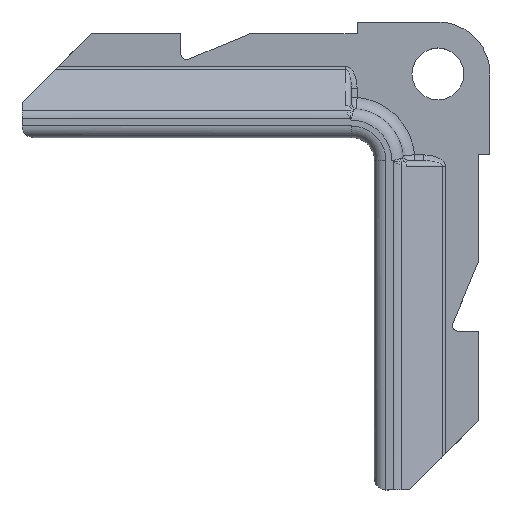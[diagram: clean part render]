
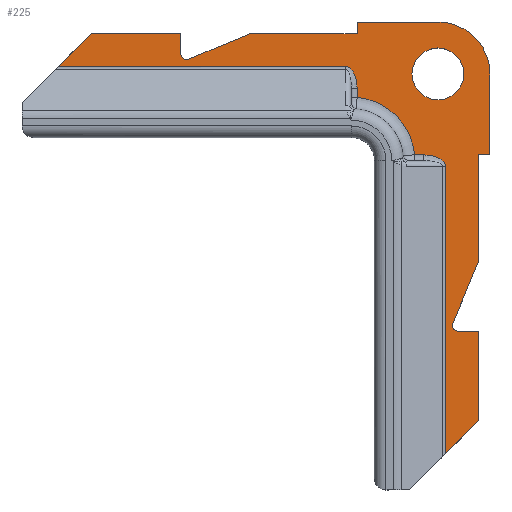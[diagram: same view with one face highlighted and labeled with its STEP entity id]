
A CAD part, top view. The second image highlights one B-rep face of the part: STEP entity #225.
In plain terms, the highlighted planar face has unit normal (0, 0, 1).
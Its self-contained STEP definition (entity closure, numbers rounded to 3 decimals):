
#173=FACE_BOUND('',#449,.T.);
#174=FACE_BOUND('',#450,.T.);
#179=ELLIPSE('',#1712,3.774,2.);
#180=ELLIPSE('',#1714,3.774,2.);
#225=ADVANCED_FACE('',(#173,#174),#318,.T.);
#318=PLANE('',#1717);
#449=EDGE_LOOP('',(#623,#624,#625,#626,#627,#628,#629,#630,#631,#632,#633,
#634,#635,#636,#637,#638,#639,#640,#641,#642,#643,#644,#645,#646));
#450=EDGE_LOOP('',(#647));
#549=CIRCLE('',#1710,9.);
#550=CIRCLE('',#1711,1.);
#551=CIRCLE('',#1713,11.);
#552=CIRCLE('',#1715,1.);
#553=CIRCLE('',#1716,4.5);
#623=ORIENTED_EDGE('',*,*,#1245,.F.);
#624=ORIENTED_EDGE('',*,*,#1246,.T.);
#625=ORIENTED_EDGE('',*,*,#1247,.T.);
#626=ORIENTED_EDGE('',*,*,#1248,.F.);
#627=ORIENTED_EDGE('',*,*,#1249,.F.);
#628=ORIENTED_EDGE('',*,*,#1250,.F.);
#629=ORIENTED_EDGE('',*,*,#1251,.F.);
#630=ORIENTED_EDGE('',*,*,#1252,.F.);
#631=ORIENTED_EDGE('',*,*,#1253,.F.);
#632=ORIENTED_EDGE('',*,*,#1254,.F.);
#633=ORIENTED_EDGE('',*,*,#1255,.F.);
#634=ORIENTED_EDGE('',*,*,#1256,.F.);
#635=ORIENTED_EDGE('',*,*,#1257,.T.);
#636=ORIENTED_EDGE('',*,*,#1258,.T.);
#637=ORIENTED_EDGE('',*,*,#1259,.T.);
#638=ORIENTED_EDGE('',*,*,#1260,.T.);
#639=ORIENTED_EDGE('',*,*,#1261,.T.);
#640=ORIENTED_EDGE('',*,*,#1262,.T.);
#641=ORIENTED_EDGE('',*,*,#1263,.T.);
#642=ORIENTED_EDGE('',*,*,#1264,.T.);
#643=ORIENTED_EDGE('',*,*,#1265,.T.);
#644=ORIENTED_EDGE('',*,*,#1266,.T.);
#645=ORIENTED_EDGE('',*,*,#1267,.F.);
#646=ORIENTED_EDGE('',*,*,#1268,.F.);
#647=ORIENTED_EDGE('',*,*,#1269,.T.);
#1099=VERTEX_POINT('',#2295);
#1100=VERTEX_POINT('',#2296);
#1101=VERTEX_POINT('',#2298);
#1102=VERTEX_POINT('',#2300);
#1103=VERTEX_POINT('',#2302);
#1104=VERTEX_POINT('',#2304);
#1105=VERTEX_POINT('',#2306);
#1106=VERTEX_POINT('',#2308);
#1107=VERTEX_POINT('',#2310);
#1108=VERTEX_POINT('',#2312);
#1109=VERTEX_POINT('',#2314);
#1110=VERTEX_POINT('',#2316);
#1111=VERTEX_POINT('',#2318);
#1112=VERTEX_POINT('',#2320);
#1113=VERTEX_POINT('',#2322);
#1114=VERTEX_POINT('',#2324);
#1115=VERTEX_POINT('',#2326);
#1116=VERTEX_POINT('',#2328);
#1117=VERTEX_POINT('',#2330);
#1118=VERTEX_POINT('',#2332);
#1119=VERTEX_POINT('',#2334);
#1120=VERTEX_POINT('',#2336);
#1121=VERTEX_POINT('',#2338);
#1122=VERTEX_POINT('',#2340);
#1123=VERTEX_POINT('',#2343);
#1245=EDGE_CURVE('',#1099,#1100,#549,.T.);
#1246=EDGE_CURVE('',#1099,#1101,#1477,.T.);
#1247=EDGE_CURVE('',#1101,#1102,#1478,.T.);
#1248=EDGE_CURVE('',#1103,#1102,#1479,.T.);
#1249=EDGE_CURVE('',#1104,#1103,#1480,.T.);
#1250=EDGE_CURVE('',#1105,#1104,#550,.T.);
#1251=EDGE_CURVE('',#1106,#1105,#1481,.T.);
#1252=EDGE_CURVE('',#1107,#1106,#1482,.T.);
#1253=EDGE_CURVE('',#1108,#1107,#1483,.T.);
#1254=EDGE_CURVE('',#1109,#1108,#1484,.T.);
#1255=EDGE_CURVE('',#1110,#1109,#179,.T.);
#1256=EDGE_CURVE('',#1111,#1110,#1485,.T.);
#1257=EDGE_CURVE('',#1111,#1112,#551,.T.);
#1258=EDGE_CURVE('',#1112,#1113,#1486,.T.);
#1259=EDGE_CURVE('',#1113,#1114,#180,.T.);
#1260=EDGE_CURVE('',#1114,#1115,#1487,.T.);
#1261=EDGE_CURVE('',#1115,#1116,#1488,.T.);
#1262=EDGE_CURVE('',#1116,#1117,#1489,.T.);
#1263=EDGE_CURVE('',#1117,#1118,#1490,.T.);
#1264=EDGE_CURVE('',#1118,#1119,#552,.T.);
#1265=EDGE_CURVE('',#1119,#1120,#1491,.T.);
#1266=EDGE_CURVE('',#1120,#1121,#1492,.T.);
#1267=EDGE_CURVE('',#1122,#1121,#1493,.T.);
#1268=EDGE_CURVE('',#1100,#1122,#1494,.T.);
#1269=EDGE_CURVE('',#1123,#1123,#553,.T.);
#1477=LINE('',#2297,#1595);
#1478=LINE('',#2299,#1596);
#1479=LINE('',#2301,#1597);
#1480=LINE('',#2303,#1598);
#1481=LINE('',#2307,#1599);
#1482=LINE('',#2309,#1600);
#1483=LINE('',#2311,#1601);
#1484=LINE('',#2313,#1602);
#1485=LINE('',#2317,#1603);
#1486=LINE('',#2321,#1604);
#1487=LINE('',#2325,#1605);
#1488=LINE('',#2327,#1606);
#1489=LINE('',#2329,#1607);
#1490=LINE('',#2331,#1608);
#1491=LINE('',#2335,#1609);
#1492=LINE('',#2337,#1610);
#1493=LINE('',#2339,#1611);
#1494=LINE('',#2341,#1612);
#1595=VECTOR('',#1881,1.);
#1596=VECTOR('',#1882,1.);
#1597=VECTOR('',#1883,1.);
#1598=VECTOR('',#1884,1.);
#1599=VECTOR('',#1887,1.);
#1600=VECTOR('',#1888,1.);
#1601=VECTOR('',#1889,1.);
#1602=VECTOR('',#1890,1.);
#1603=VECTOR('',#1893,1.);
#1604=VECTOR('',#1896,1.);
#1605=VECTOR('',#1899,1.);
#1606=VECTOR('',#1900,1.);
#1607=VECTOR('',#1901,1.);
#1608=VECTOR('',#1902,1.);
#1609=VECTOR('',#1905,1.);
#1610=VECTOR('',#1906,1.);
#1611=VECTOR('',#1907,1.);
#1612=VECTOR('',#1908,1.);
#1710=AXIS2_PLACEMENT_3D('',#2294,#1879,#1880);
#1711=AXIS2_PLACEMENT_3D('',#2305,#1885,#1886);
#1712=AXIS2_PLACEMENT_3D('',#2315,#1891,#1892);
#1713=AXIS2_PLACEMENT_3D('',#2319,#1894,#1895);
#1714=AXIS2_PLACEMENT_3D('',#2323,#1897,#1898);
#1715=AXIS2_PLACEMENT_3D('',#2333,#1903,#1904);
#1716=AXIS2_PLACEMENT_3D('',#2342,#1909,#1910);
#1717=AXIS2_PLACEMENT_3D('',#2344,#1911,#1912);
#1879=DIRECTION('',(0.,0.,-1.));
#1880=DIRECTION('',(1.,0.,0.));
#1881=DIRECTION('',(-1.,0.,0.));
#1882=DIRECTION('',(0.,-1.,0.));
#1883=DIRECTION('',(1.,0.,0.));
#1884=DIRECTION('',(0.923,0.385,0.));
#1885=DIRECTION('',(0.,0.,1.));
#1886=DIRECTION('',(0.,1.,0.));
#1887=DIRECTION('',(0.,-1.,0.));
#1888=DIRECTION('',(1.,0.,0.));
#1889=DIRECTION('',(0.707,0.707,0.));
#1890=DIRECTION('',(-1.,0.,0.));
#1891=DIRECTION('',(0.,0.,1.));
#1892=DIRECTION('',(0.,-1.,0.));
#1893=DIRECTION('',(0.,1.,0.));
#1894=DIRECTION('',(0.,0.,-1.));
#1895=DIRECTION('',(1.,0.,0.));
#1896=DIRECTION('',(1.,0.,0.));
#1897=DIRECTION('',(0.,0.,-1.));
#1898=DIRECTION('',(-1.,0.,0.));
#1899=DIRECTION('',(0.,-1.,0.));
#1900=DIRECTION('',(0.707,0.707,0.));
#1901=DIRECTION('',(0.,1.,0.));
#1902=DIRECTION('',(-1.,0.,0.));
#1903=DIRECTION('',(0.,0.,-1.));
#1904=DIRECTION('',(1.,0.,0.));
#1905=DIRECTION('',(0.385,0.923,0.));
#1906=DIRECTION('',(0.,1.,0.));
#1907=DIRECTION('',(-1.,0.,0.));
#1908=DIRECTION('',(0.,-1.,0.));
#1909=DIRECTION('',(0.,0.,-1.));
#1910=DIRECTION('',(-1.,0.,0.));
#1911=DIRECTION('',(0.,0.,1.));
#1912=DIRECTION('',(1.,0.,0.));
#2294=CARTESIAN_POINT('',(11.,11.,2.5));
#2295=CARTESIAN_POINT('',(11.,20.,2.5));
#2296=CARTESIAN_POINT('',(20.,11.,2.5));
#2297=CARTESIAN_POINT('',(11.,20.,2.5));
#2298=CARTESIAN_POINT('',(-3.,20.,2.5));
#2299=CARTESIAN_POINT('',(-3.,20.,2.5));
#2300=CARTESIAN_POINT('',(-3.,18.,2.5));
#2301=CARTESIAN_POINT('',(-61.,18.,2.5));
#2302=CARTESIAN_POINT('',(-21.5,18.,2.5));
#2303=CARTESIAN_POINT('',(-14.399,20.959,2.5));
#2304=CARTESIAN_POINT('',(-32.115,13.577,2.5));
#2305=CARTESIAN_POINT('',(-32.5,14.5,2.5));
#2306=CARTESIAN_POINT('',(-33.5,14.5,2.5));
#2307=CARTESIAN_POINT('',(-33.5,-4.,2.5));
#2308=CARTESIAN_POINT('',(-33.5,18.,2.5));
#2309=CARTESIAN_POINT('',(-61.,18.,2.5));
#2310=CARTESIAN_POINT('',(-49.,18.,2.5));
#2311=CARTESIAN_POINT('',(-37.5,29.5,2.5));
#2312=CARTESIAN_POINT('',(-54.713,12.287,2.5));
#2313=CARTESIAN_POINT('',(-61.,12.287,2.5));
#2314=CARTESIAN_POINT('',(-5.,12.287,2.5));
#2315=CARTESIAN_POINT('',(-5.,8.513,2.5));
#2316=CARTESIAN_POINT('',(-3.,8.513,2.5));
#2317=CARTESIAN_POINT('',(-3.,-4.,2.5));
#2318=CARTESIAN_POINT('',(-3.,6.954,2.5));
#2319=CARTESIAN_POINT('',(-4.,-4.,2.5));
#2320=CARTESIAN_POINT('',(6.954,-3.,2.5));
#2321=CARTESIAN_POINT('',(-4.,-3.,2.5));
#2322=CARTESIAN_POINT('',(8.513,-3.,2.5));
#2323=CARTESIAN_POINT('',(8.513,-5.,2.5));
#2324=CARTESIAN_POINT('',(12.287,-5.,2.5));
#2325=CARTESIAN_POINT('',(12.287,-61.,2.5));
#2326=CARTESIAN_POINT('',(12.287,-54.713,2.5));
#2327=CARTESIAN_POINT('',(29.5,-37.5,2.5));
#2328=CARTESIAN_POINT('',(18.,-49.,2.5));
#2329=CARTESIAN_POINT('',(18.,-61.,2.5));
#2330=CARTESIAN_POINT('',(18.,-33.5,2.5));
#2331=CARTESIAN_POINT('',(-4.,-33.5,2.5));
#2332=CARTESIAN_POINT('',(14.5,-33.5,2.5));
#2333=CARTESIAN_POINT('',(14.5,-32.5,2.5));
#2334=CARTESIAN_POINT('',(13.577,-32.115,2.5));
#2335=CARTESIAN_POINT('',(20.959,-14.399,2.5));
#2336=CARTESIAN_POINT('',(18.,-21.5,2.5));
#2337=CARTESIAN_POINT('',(18.,-61.,2.5));
#2338=CARTESIAN_POINT('',(18.,-3.,2.5));
#2339=CARTESIAN_POINT('',(20.,-3.,2.5));
#2340=CARTESIAN_POINT('',(20.,-3.,2.5));
#2341=CARTESIAN_POINT('',(20.,11.,2.5));
#2342=CARTESIAN_POINT('',(11.,11.,2.5));
#2343=CARTESIAN_POINT('',(6.5,11.,2.5));
#2344=CARTESIAN_POINT('',(-4.,-4.,2.5));
